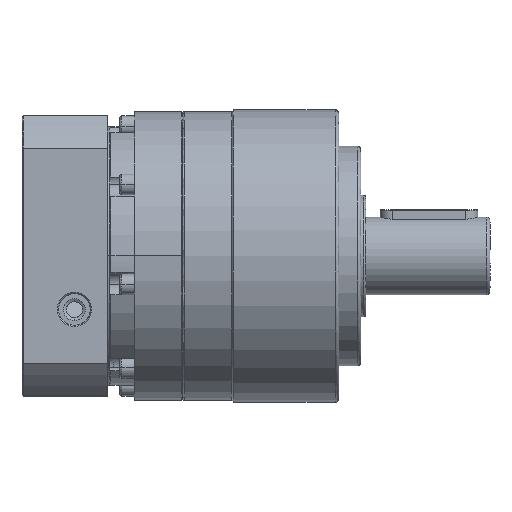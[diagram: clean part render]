
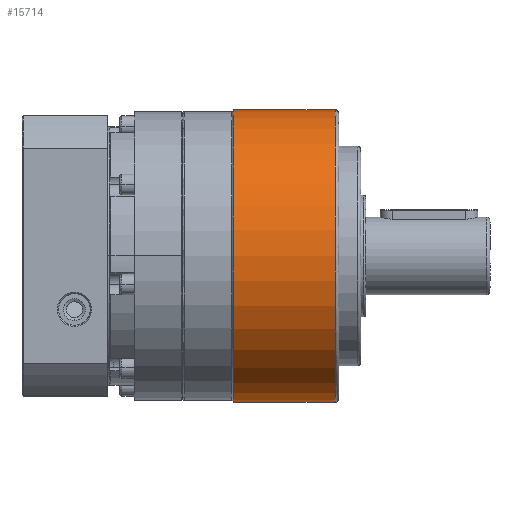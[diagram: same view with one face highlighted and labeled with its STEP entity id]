
A CAD part, top view. The second image highlights one B-rep face of the part: STEP entity #15714.
In plain terms, the highlighted cylindrical face has radius 60 mm (diameter 120 mm), a partial arc.
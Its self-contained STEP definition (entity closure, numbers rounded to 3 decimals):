
#640 = DIRECTION ( 'NONE',  ( 1., 0., 0. ) ) ;
#670 = DIRECTION ( 'NONE',  ( 0., 0., -1. ) ) ;
#695 = CARTESIAN_POINT ( 'NONE',  ( 0., 0., 62.5 ) ) ;
#1176 = CARTESIAN_POINT ( 'NONE',  ( 0., 0., 0. ) ) ;
#2757 = AXIS2_PLACEMENT_3D ( 'NONE', #1176, #8281, #8359 ) ;
#3270 = FACE_OUTER_BOUND ( 'NONE', #4329, .T. ) ;
#4326 = AXIS2_PLACEMENT_3D ( 'NONE', #19970, #19909, #19880 ) ;
#4329 = EDGE_LOOP ( 'NONE', ( #22084, #11142, #9900, #16567 ) ) ;
#4343 = VECTOR ( 'NONE', #21686, 1000. ) ;
#5099 = EDGE_CURVE ( 'NONE', #10901, #19238, #13066, .T. ) ;
#5951 = DIRECTION ( 'NONE',  ( 0., 0., 1. ) ) ;
#6176 = EDGE_CURVE ( 'NONE', #8143, #22903, #6475, .T. ) ;
#6475 = CIRCLE ( 'NONE', #19892, 60. ) ;
#7976 = VECTOR ( 'NONE', #5951, 1000. ) ;
#8143 = VERTEX_POINT ( 'NONE', #11629 ) ;
#8281 = DIRECTION ( 'NONE',  ( 0., 0., 1. ) ) ;
#8359 = DIRECTION ( 'NONE',  ( 1., 0., 0. ) ) ;
#9366 = CARTESIAN_POINT ( 'NONE',  ( -60., 0., 20.75 ) ) ;
#9697 = CARTESIAN_POINT ( 'NONE',  ( 60., 0., 0. ) ) ;
#9900 = ORIENTED_EDGE ( 'NONE', *, *, #16065, .T. ) ;
#10901 = VERTEX_POINT ( 'NONE', #9366 ) ;
#11142 = ORIENTED_EDGE ( 'NONE', *, *, #5099, .T. ) ;
#11629 = CARTESIAN_POINT ( 'NONE',  ( 60., 0., 62.5 ) ) ;
#13066 = CIRCLE ( 'NONE', #4326, 60. ) ;
#13195 = CARTESIAN_POINT ( 'NONE',  ( 60., 0., 20.75 ) ) ;
#13919 = LINE ( 'NONE', #16313, #4343 ) ;
#15714 = ADVANCED_FACE ( 'NONE', ( #3270 ), #20001, .T. ) ;
#16065 = EDGE_CURVE ( 'NONE', #19238, #8143, #21692, .T. ) ;
#16259 = CARTESIAN_POINT ( 'NONE',  ( -60., 0., 62.5 ) ) ;
#16313 = CARTESIAN_POINT ( 'NONE',  ( -60., 0., 0. ) ) ;
#16567 = ORIENTED_EDGE ( 'NONE', *, *, #6176, .T. ) ;
#18365 = EDGE_CURVE ( 'NONE', #10901, #22903, #13919, .T. ) ;
#19238 = VERTEX_POINT ( 'NONE', #13195 ) ;
#19880 = DIRECTION ( 'NONE',  ( 1., 0., 0. ) ) ;
#19892 = AXIS2_PLACEMENT_3D ( 'NONE', #695, #670, #640 ) ;
#19909 = DIRECTION ( 'NONE',  ( 0., 0., 1. ) ) ;
#19970 = CARTESIAN_POINT ( 'NONE',  ( 0., 0., 20.75 ) ) ;
#20001 = CYLINDRICAL_SURFACE ( 'NONE', #2757, 60. ) ;
#21686 = DIRECTION ( 'NONE',  ( 0., 0., 1. ) ) ;
#21692 = LINE ( 'NONE', #9697, #7976 ) ;
#22084 = ORIENTED_EDGE ( 'NONE', *, *, #18365, .F. ) ;
#22903 = VERTEX_POINT ( 'NONE', #16259 ) ;
